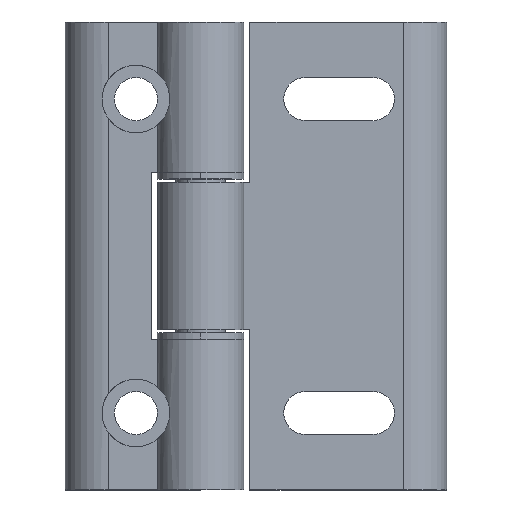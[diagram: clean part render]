
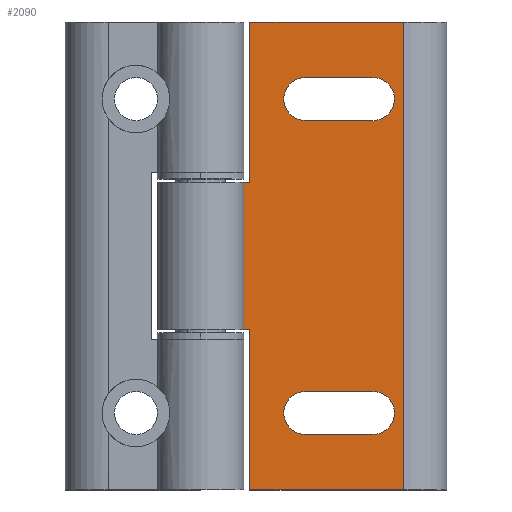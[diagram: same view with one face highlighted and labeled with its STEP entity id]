
A CAD part, top view. The second image highlights one B-rep face of the part: STEP entity #2090.
In plain terms, the highlighted planar face has unit normal (0, 0, 1).
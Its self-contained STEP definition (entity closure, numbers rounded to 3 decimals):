
#92 = LINE ( 'NONE', #4358, #2251 ) ;
#97 = EDGE_CURVE ( 'NONE', #4747, #909, #4552, .T. ) ;
#114 = VECTOR ( 'NONE', #4259, 1000. ) ;
#132 = ORIENTED_EDGE ( 'NONE', *, *, #329, .F. ) ;
#181 = CARTESIAN_POINT ( 'NONE',  ( 17., 63.5, 0. ) ) ;
#229 = VECTOR ( 'NONE', #2211, 1000. ) ;
#271 = ORIENTED_EDGE ( 'NONE', *, *, #2239, .T. ) ;
#282 = DIRECTION ( 'NONE',  ( 1., 0., 0. ) ) ;
#305 = AXIS2_PLACEMENT_3D ( 'NONE', #2989, #377, #3863 ) ;
#329 = EDGE_CURVE ( 'NONE', #1610, #610, #5027, .T. ) ;
#377 = DIRECTION ( 'NONE',  ( 0., 0., 1. ) ) ;
#384 = DIRECTION ( 'NONE',  ( 1., 0., 0. ) ) ;
#388 = EDGE_CURVE ( 'NONE', #4618, #4560, #3740, .T. ) ;
#420 = VECTOR ( 'NONE', #384, 1000. ) ;
#492 = DIRECTION ( 'NONE',  ( 0., -1., 0. ) ) ;
#514 = CARTESIAN_POINT ( 'NONE',  ( 28., 63.5, 0. ) ) ;
#563 = CIRCLE ( 'NONE', #3717, 3.5 ) ;
#579 = EDGE_CURVE ( 'NONE', #4830, #1323, #2981, .T. ) ;
#584 = DIRECTION ( 'NONE',  ( 0., 0., 1. ) ) ;
#610 = VERTEX_POINT ( 'NONE', #664 ) ;
#654 = DIRECTION ( 'NONE',  ( 0., 0., -1. ) ) ;
#664 = CARTESIAN_POINT ( 'NONE',  ( 33., 76., 0. ) ) ;
#759 = EDGE_CURVE ( 'NONE', #4763, #2075, #4555, .T. ) ;
#894 = DIRECTION ( 'NONE',  ( 0., 0., 1. ) ) ;
#909 = VERTEX_POINT ( 'NONE', #3175 ) ;
#933 = CARTESIAN_POINT ( 'NONE',  ( 28., 63.5, 0. ) ) ;
#1097 = VERTEX_POINT ( 'NONE', #2739 ) ;
#1107 = FACE_OUTER_BOUND ( 'NONE', #3870, .T. ) ;
#1148 = EDGE_LOOP ( 'NONE', ( #1752, #5613, #1255, #2112, #1358 ) ) ;
#1156 = VECTOR ( 'NONE', #2068, 1000. ) ;
#1188 = CARTESIAN_POINT ( 'NONE',  ( 33., 26., 0. ) ) ;
#1201 = EDGE_CURVE ( 'NONE', #2322, #4542, #1784, .T. ) ;
#1230 = EDGE_CURVE ( 'NONE', #3032, #4747, #92, .T. ) ;
#1255 = ORIENTED_EDGE ( 'NONE', *, *, #1883, .F. ) ;
#1273 = AXIS2_PLACEMENT_3D ( 'NONE', #933, #894, #2694 ) ;
#1292 = CARTESIAN_POINT ( 'NONE',  ( 28., 67., 0. ) ) ;
#1301 = VECTOR ( 'NONE', #4854, 1000. ) ;
#1323 = VERTEX_POINT ( 'NONE', #2673 ) ;
#1337 = VECTOR ( 'NONE', #492, 1000. ) ;
#1339 = CARTESIAN_POINT ( 'NONE',  ( 17., 67., 0. ) ) ;
#1358 = ORIENTED_EDGE ( 'NONE', *, *, #3130, .F. ) ;
#1449 = DIRECTION ( 'NONE',  ( 1., 0., 0. ) ) ;
#1532 = CARTESIAN_POINT ( 'NONE',  ( 17., 12.5, 0. ) ) ;
#1580 = AXIS2_PLACEMENT_3D ( 'NONE', #514, #3494, #2165 ) ;
#1610 = VERTEX_POINT ( 'NONE', #5524 ) ;
#1674 = CARTESIAN_POINT ( 'NONE',  ( 17., 9., 0. ) ) ;
#1702 = ORIENTED_EDGE ( 'NONE', *, *, #3090, .F. ) ;
#1728 = DIRECTION ( 'NONE',  ( 1., 0., 0. ) ) ;
#1749 = DIRECTION ( 'NONE',  ( -1., 0., 0. ) ) ;
#1752 = ORIENTED_EDGE ( 'NONE', *, *, #2591, .F. ) ;
#1784 = CIRCLE ( 'NONE', #1273, 3.5 ) ;
#1806 = VECTOR ( 'NONE', #282, 1000. ) ;
#1883 = EDGE_CURVE ( 'NONE', #4542, #4830, #4365, .T. ) ;
#2025 = ORIENTED_EDGE ( 'NONE', *, *, #388, .T. ) ;
#2042 = VERTEX_POINT ( 'NONE', #4095 ) ;
#2044 = DIRECTION ( 'NONE',  ( 1., 0., 0. ) ) ;
#2068 = DIRECTION ( 'NONE',  ( -1., 0., 0. ) ) ;
#2075 = VERTEX_POINT ( 'NONE', #2775 ) ;
#2090 = ADVANCED_FACE ( 'NONE', ( #4109, #3294, #1107 ), #3235, .F. ) ;
#2096 = VECTOR ( 'NONE', #1728, 1000. ) ;
#2112 = ORIENTED_EDGE ( 'NONE', *, *, #1201, .F. ) ;
#2165 = DIRECTION ( 'NONE',  ( -1., 0., 0. ) ) ;
#2203 = VERTEX_POINT ( 'NONE', #3347 ) ;
#2211 = DIRECTION ( 'NONE',  ( -1., 0., 0. ) ) ;
#2215 = LINE ( 'NONE', #3690, #1156 ) ;
#2239 = EDGE_CURVE ( 'NONE', #909, #1097, #4361, .T. ) ;
#2251 = VECTOR ( 'NONE', #1749, 1000. ) ;
#2322 = VERTEX_POINT ( 'NONE', #3041 ) ;
#2328 = EDGE_CURVE ( 'NONE', #2075, #3585, #3285, .T. ) ;
#2545 = CARTESIAN_POINT ( 'NONE',  ( 8., 50., 0. ) ) ;
#2591 = EDGE_CURVE ( 'NONE', #1323, #4455, #3887, .T. ) ;
#2610 = ORIENTED_EDGE ( 'NONE', *, *, #3994, .F. ) ;
#2670 = CARTESIAN_POINT ( 'NONE',  ( 28., 12.5, 0. ) ) ;
#2673 = CARTESIAN_POINT ( 'NONE',  ( 17., 60., 0. ) ) ;
#2694 = DIRECTION ( 'NONE',  ( -1., 0., 0. ) ) ;
#2739 = CARTESIAN_POINT ( 'NONE',  ( 8., 26., 0. ) ) ;
#2760 = CARTESIAN_POINT ( 'NONE',  ( 17., 16., 0. ) ) ;
#2775 = CARTESIAN_POINT ( 'NONE',  ( 17., 9., 0. ) ) ;
#2803 = CARTESIAN_POINT ( 'NONE',  ( 7., 50., 0. ) ) ;
#2981 = CIRCLE ( 'NONE', #5199, 3.5 ) ;
#2989 = CARTESIAN_POINT ( 'NONE',  ( 28., 12.5, 0. ) ) ;
#2994 = VECTOR ( 'NONE', #3290, 1000. ) ;
#3032 = VERTEX_POINT ( 'NONE', #2545 ) ;
#3041 = CARTESIAN_POINT ( 'NONE',  ( 31.5, 63.5, 0. ) ) ;
#3069 = CARTESIAN_POINT ( 'NONE',  ( 7., 76., 0. ) ) ;
#3087 = CARTESIAN_POINT ( 'NONE',  ( 33., 76., 0. ) ) ;
#3090 = EDGE_CURVE ( 'NONE', #2042, #2203, #4228, .T. ) ;
#3130 = EDGE_CURVE ( 'NONE', #4455, #2322, #5328, .T. ) ;
#3175 = CARTESIAN_POINT ( 'NONE',  ( 7., 26., 0. ) ) ;
#3209 = EDGE_CURVE ( 'NONE', #610, #4560, #5469, .T. ) ;
#3235 = PLANE ( 'NONE',  #4972 ) ;
#3285 = LINE ( 'NONE', #1674, #2096 ) ;
#3290 = DIRECTION ( 'NONE',  ( 0., -1., 0. ) ) ;
#3294 = FACE_BOUND ( 'NONE', #1148, .T. ) ;
#3347 = CARTESIAN_POINT ( 'NONE',  ( 28., 16., 0. ) ) ;
#3406 = CARTESIAN_POINT ( 'NONE',  ( 33., 0., 0. ) ) ;
#3439 = EDGE_CURVE ( 'NONE', #2203, #4763, #2215, .T. ) ;
#3463 = ORIENTED_EDGE ( 'NONE', *, *, #1230, .T. ) ;
#3494 = DIRECTION ( 'NONE',  ( 0., 0., 1. ) ) ;
#3585 = VERTEX_POINT ( 'NONE', #4870 ) ;
#3634 = DIRECTION ( 'NONE',  ( -1., 0., 0. ) ) ;
#3643 = CARTESIAN_POINT ( 'NONE',  ( 28., 60., 0. ) ) ;
#3683 = CARTESIAN_POINT ( 'NONE',  ( 33., 76., 0. ) ) ;
#3686 = ORIENTED_EDGE ( 'NONE', *, *, #3439, .F. ) ;
#3690 = CARTESIAN_POINT ( 'NONE',  ( 28., 16., 0. ) ) ;
#3697 = CARTESIAN_POINT ( 'NONE',  ( 8., 76., 0. ) ) ;
#3717 = AXIS2_PLACEMENT_3D ( 'NONE', #2670, #4394, #5226 ) ;
#3735 = EDGE_CURVE ( 'NONE', #1097, #4618, #4489, .T. ) ;
#3740 = LINE ( 'NONE', #3406, #114 ) ;
#3797 = ORIENTED_EDGE ( 'NONE', *, *, #759, .F. ) ;
#3863 = DIRECTION ( 'NONE',  ( 1., 0., 0. ) ) ;
#3870 = EDGE_LOOP ( 'NONE', ( #271, #4303, #2025, #5178, #132, #4565, #3463, #5035 ) ) ;
#3887 = LINE ( 'NONE', #3643, #4028 ) ;
#3957 = DIRECTION ( 'NONE',  ( 0., -1., 0. ) ) ;
#3980 = EDGE_CURVE ( 'NONE', #1610, #3032, #4777, .T. ) ;
#3994 = EDGE_CURVE ( 'NONE', #3585, #2042, #563, .T. ) ;
#4028 = VECTOR ( 'NONE', #1449, 1000. ) ;
#4036 = CARTESIAN_POINT ( 'NONE',  ( 8., 0., 0. ) ) ;
#4095 = CARTESIAN_POINT ( 'NONE',  ( 31.5, 12.5, 0. ) ) ;
#4109 = FACE_BOUND ( 'NONE', #4302, .T. ) ;
#4135 = DIRECTION ( 'NONE',  ( -1., 0., 0. ) ) ;
#4209 = CARTESIAN_POINT ( 'NONE',  ( 28., 60., 0. ) ) ;
#4228 = CIRCLE ( 'NONE', #305, 3.5 ) ;
#4259 = DIRECTION ( 'NONE',  ( 1., 0., 0. ) ) ;
#4302 = EDGE_LOOP ( 'NONE', ( #5039, #3797, #3686, #1702, #2610 ) ) ;
#4303 = ORIENTED_EDGE ( 'NONE', *, *, #3735, .T. ) ;
#4358 = CARTESIAN_POINT ( 'NONE',  ( 33., 50., 0. ) ) ;
#4361 = LINE ( 'NONE', #1188, #420 ) ;
#4365 = LINE ( 'NONE', #1339, #229 ) ;
#4375 = CARTESIAN_POINT ( 'NONE',  ( 8., 76., 0. ) ) ;
#4394 = DIRECTION ( 'NONE',  ( 0., 0., 1. ) ) ;
#4425 = VECTOR ( 'NONE', #3957, 1000. ) ;
#4455 = VERTEX_POINT ( 'NONE', #4209 ) ;
#4489 = LINE ( 'NONE', #3697, #2994 ) ;
#4492 = DIRECTION ( 'NONE',  ( 0., 0., 1. ) ) ;
#4542 = VERTEX_POINT ( 'NONE', #1292 ) ;
#4552 = LINE ( 'NONE', #3069, #1337 ) ;
#4555 = CIRCLE ( 'NONE', #4703, 3.5 ) ;
#4560 = VERTEX_POINT ( 'NONE', #5670 ) ;
#4565 = ORIENTED_EDGE ( 'NONE', *, *, #3980, .T. ) ;
#4618 = VERTEX_POINT ( 'NONE', #4036 ) ;
#4660 = CARTESIAN_POINT ( 'NONE',  ( 33., 76., 0. ) ) ;
#4703 = AXIS2_PLACEMENT_3D ( 'NONE', #1532, #4492, #2044 ) ;
#4747 = VERTEX_POINT ( 'NONE', #2803 ) ;
#4763 = VERTEX_POINT ( 'NONE', #2760 ) ;
#4777 = LINE ( 'NONE', #4375, #1301 ) ;
#4830 = VERTEX_POINT ( 'NONE', #4910 ) ;
#4854 = DIRECTION ( 'NONE',  ( 0., -1., 0. ) ) ;
#4870 = CARTESIAN_POINT ( 'NONE',  ( 28., 9., 0. ) ) ;
#4910 = CARTESIAN_POINT ( 'NONE',  ( 17., 67., 0. ) ) ;
#4972 = AXIS2_PLACEMENT_3D ( 'NONE', #3683, #654, #4135 ) ;
#5027 = LINE ( 'NONE', #4660, #1806 ) ;
#5035 = ORIENTED_EDGE ( 'NONE', *, *, #97, .T. ) ;
#5039 = ORIENTED_EDGE ( 'NONE', *, *, #2328, .F. ) ;
#5178 = ORIENTED_EDGE ( 'NONE', *, *, #3209, .F. ) ;
#5199 = AXIS2_PLACEMENT_3D ( 'NONE', #181, #584, #3634 ) ;
#5226 = DIRECTION ( 'NONE',  ( 1., 0., 0. ) ) ;
#5328 = CIRCLE ( 'NONE', #1580, 3.5 ) ;
#5469 = LINE ( 'NONE', #3087, #4425 ) ;
#5524 = CARTESIAN_POINT ( 'NONE',  ( 8., 76., 0. ) ) ;
#5613 = ORIENTED_EDGE ( 'NONE', *, *, #579, .F. ) ;
#5670 = CARTESIAN_POINT ( 'NONE',  ( 33., 0., 0. ) ) ;
